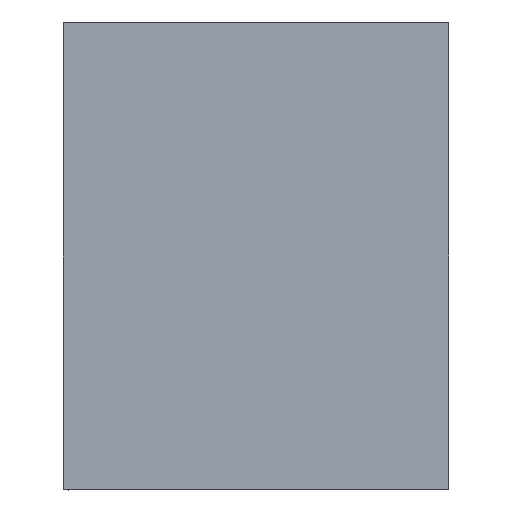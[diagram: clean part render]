
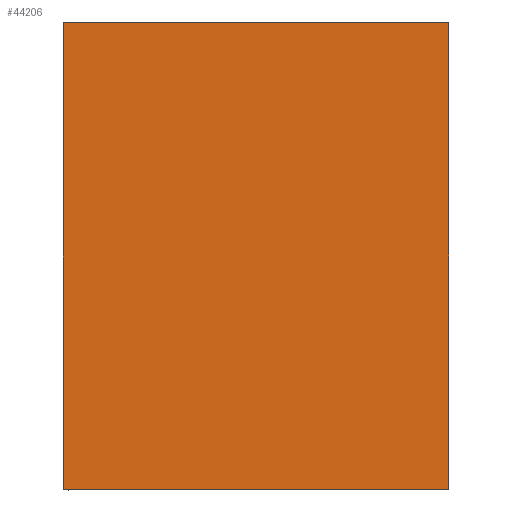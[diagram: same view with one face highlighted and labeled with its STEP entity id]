
A CAD part, left-side view. The second image highlights one B-rep face of the part: STEP entity #44206.
In plain terms, the highlighted face is planar.
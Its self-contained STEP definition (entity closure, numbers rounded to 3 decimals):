
#55 = EDGE_CURVE ( 'NONE', #11312, #1853, #25468, .T. ) ;
#67 = ORIENTED_EDGE ( 'NONE', *, *, #5989, .T. ) ;
#845 = DIRECTION ( 'NONE',  ( 0., 0.707, 0.707 ) ) ;
#937 = VECTOR ( 'NONE', #7251, 1000. ) ;
#1006 = VECTOR ( 'NONE', #33381, 1000. ) ;
#1189 = VERTEX_POINT ( 'NONE', #38984 ) ;
#1853 = VERTEX_POINT ( 'NONE', #39781 ) ;
#1951 = VECTOR ( 'NONE', #9366, 1000. ) ;
#2455 = LINE ( 'NONE', #37408, #1951 ) ;
#3365 = LINE ( 'NONE', #38768, #17918 ) ;
#4476 = EDGE_CURVE ( 'NONE', #10384, #7263, #42211, .T. ) ;
#4822 = VECTOR ( 'NONE', #8752, 1000. ) ;
#5020 = VERTEX_POINT ( 'NONE', #6914 ) ;
#5324 = CARTESIAN_POINT ( 'NONE',  ( 255., 70., -85. ) ) ;
#5402 = DIRECTION ( 'NONE',  ( 0., 0., -1. ) ) ;
#5989 = EDGE_CURVE ( 'NONE', #7263, #5020, #3365, .T. ) ;
#6914 = CARTESIAN_POINT ( 'NONE',  ( 255., -70., -84.7 ) ) ;
#7251 = DIRECTION ( 'NONE',  ( 0., -0.707, -0.707 ) ) ;
#7263 = VERTEX_POINT ( 'NONE', #29981 ) ;
#7274 = DIRECTION ( 'NONE',  ( 0., 0., -1. ) ) ;
#8344 = LINE ( 'NONE', #8793, #31300 ) ;
#8423 = CARTESIAN_POINT ( 'NONE',  ( 255., -69.7, -85. ) ) ;
#8752 = DIRECTION ( 'NONE',  ( 0., -1., 0. ) ) ;
#8793 = CARTESIAN_POINT ( 'NONE',  ( 255., -77.35, -77.35 ) ) ;
#9074 = CARTESIAN_POINT ( 'NONE',  ( 255., 0., 0. ) ) ;
#9366 = DIRECTION ( 'NONE',  ( 0., -0.707, 0.707 ) ) ;
#9859 = EDGE_CURVE ( 'NONE', #1853, #22303, #15905, .T. ) ;
#10384 = VERTEX_POINT ( 'NONE', #14589 ) ;
#10903 = ORIENTED_EDGE ( 'NONE', *, *, #4476, .T. ) ;
#11312 = VERTEX_POINT ( 'NONE', #11944 ) ;
#11944 = CARTESIAN_POINT ( 'NONE',  ( 255., 69.7, -85. ) ) ;
#12407 = ORIENTED_EDGE ( 'NONE', *, *, #29039, .T. ) ;
#14491 = EDGE_CURVE ( 'NONE', #1189, #10384, #16552, .T. ) ;
#14589 = CARTESIAN_POINT ( 'NONE',  ( 255., -69.7, 85. ) ) ;
#15905 = LINE ( 'NONE', #5324, #1006 ) ;
#16552 = LINE ( 'NONE', #19556, #4822 ) ;
#17918 = VECTOR ( 'NONE', #7274, 1000. ) ;
#18695 = DIRECTION ( 'NONE',  ( 0., 0.707, -0.707 ) ) ;
#19556 = CARTESIAN_POINT ( 'NONE',  ( 255., 70., 85. ) ) ;
#20665 = VECTOR ( 'NONE', #845, 1000. ) ;
#22303 = VERTEX_POINT ( 'NONE', #42882 ) ;
#23580 = CARTESIAN_POINT ( 'NONE',  ( 255., -70., -85. ) ) ;
#25468 = LINE ( 'NONE', #35817, #20665 ) ;
#26758 = EDGE_LOOP ( 'NONE', ( #12407, #31092, #40657, #32797, #31595, #10903, #67, #35647 ) ) ;
#29039 = EDGE_CURVE ( 'NONE', #37295, #11312, #40162, .T. ) ;
#29210 = AXIS2_PLACEMENT_3D ( 'NONE', #9074, #33005, #5402 ) ;
#29981 = CARTESIAN_POINT ( 'NONE',  ( 255., -70., 84.7 ) ) ;
#31092 = ORIENTED_EDGE ( 'NONE', *, *, #55, .T. ) ;
#31300 = VECTOR ( 'NONE', #18695, 1000. ) ;
#31595 = ORIENTED_EDGE ( 'NONE', *, *, #14491, .T. ) ;
#32797 = ORIENTED_EDGE ( 'NONE', *, *, #37055, .T. ) ;
#33005 = DIRECTION ( 'NONE',  ( 1., 0., 0. ) ) ;
#33381 = DIRECTION ( 'NONE',  ( 0., 0., 1. ) ) ;
#35610 = EDGE_CURVE ( 'NONE', #5020, #37295, #8344, .T. ) ;
#35647 = ORIENTED_EDGE ( 'NONE', *, *, #35610, .T. ) ;
#35817 = CARTESIAN_POINT ( 'NONE',  ( 255., 77.35, -77.35 ) ) ;
#36889 = FACE_OUTER_BOUND ( 'NONE', #26758, .T. ) ;
#37055 = EDGE_CURVE ( 'NONE', #22303, #1189, #2455, .T. ) ;
#37295 = VERTEX_POINT ( 'NONE', #8423 ) ;
#37408 = CARTESIAN_POINT ( 'NONE',  ( 255., 77.35, 77.35 ) ) ;
#38746 = CARTESIAN_POINT ( 'NONE',  ( 255., -77.35, 77.35 ) ) ;
#38768 = CARTESIAN_POINT ( 'NONE',  ( 255., -70., 85. ) ) ;
#38984 = CARTESIAN_POINT ( 'NONE',  ( 255., 69.7, 85. ) ) ;
#39781 = CARTESIAN_POINT ( 'NONE',  ( 255., 70., -84.7 ) ) ;
#40162 = LINE ( 'NONE', #23580, #42902 ) ;
#40657 = ORIENTED_EDGE ( 'NONE', *, *, #9859, .T. ) ;
#42211 = LINE ( 'NONE', #38746, #937 ) ;
#42882 = CARTESIAN_POINT ( 'NONE',  ( 255., 70., 84.7 ) ) ;
#42902 = VECTOR ( 'NONE', #43621, 1000. ) ;
#43360 = PLANE ( 'NONE',  #29210 ) ;
#43621 = DIRECTION ( 'NONE',  ( 0., 1., 0. ) ) ;
#44206 = ADVANCED_FACE ( 'NONE', ( #36889 ), #43360, .T. ) ;
